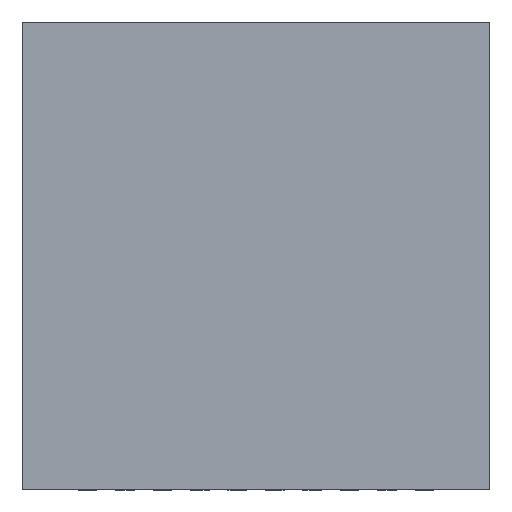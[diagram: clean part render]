
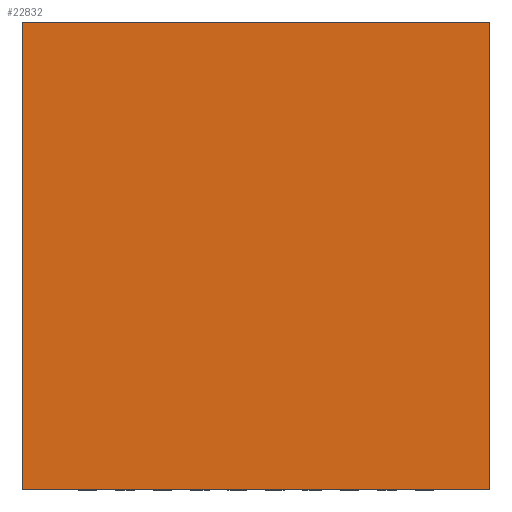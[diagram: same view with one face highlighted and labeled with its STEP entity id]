
A CAD part, top view. The second image highlights one B-rep face of the part: STEP entity #22832.
In plain terms, the highlighted face is planar.
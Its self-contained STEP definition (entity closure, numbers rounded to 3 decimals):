
#17431=DIRECTION('',(0.,0.,1.));
#17432=VECTOR('',#17431,5.);
#17433=CARTESIAN_POINT('',(-2.5,0.775,-2.5));
#17434=LINE('',#17433,#17432);
#17438=DIRECTION('',(-1.,0.,0.));
#17439=VECTOR('',#17438,5.);
#17440=CARTESIAN_POINT('',(2.5,0.775,-2.5));
#17441=LINE('',#17440,#17439);
#17445=DIRECTION('',(0.,0.,-1.));
#17446=VECTOR('',#17445,5.);
#17447=CARTESIAN_POINT('',(2.5,0.775,2.5));
#17448=LINE('',#17447,#17446);
#17452=DIRECTION('',(1.,0.,0.));
#17453=VECTOR('',#17452,5.);
#17454=CARTESIAN_POINT('',(-2.5,0.775,2.5));
#17455=LINE('',#17454,#17453);
#18979=CARTESIAN_POINT('',(-2.5,0.775,-2.5));
#18980=CARTESIAN_POINT('',(-2.5,0.775,2.5));
#18981=VERTEX_POINT('',#18979);
#18982=VERTEX_POINT('',#18980);
#18983=CARTESIAN_POINT('',(2.5,0.775,2.5));
#18984=VERTEX_POINT('',#18983);
#18985=CARTESIAN_POINT('',(2.5,0.775,-2.5));
#18986=VERTEX_POINT('',#18985);
#22821=CARTESIAN_POINT('',(0.,0.775,0.));
#22822=DIRECTION('',(0.,1.,0.));
#22823=DIRECTION('',(1.,0.,0.));
#22824=AXIS2_PLACEMENT_3D('',#22821,#22822,#22823);
#22825=PLANE('',#22824);
#22826=ORIENTED_EDGE('',*,*,#20661,.F.);
#22827=ORIENTED_EDGE('',*,*,#20844,.F.);
#22828=ORIENTED_EDGE('',*,*,#21776,.F.);
#22829=ORIENTED_EDGE('',*,*,#22644,.F.);
#22830=EDGE_LOOP('',(#22826,#22827,#22828,#22829));
#22831=FACE_OUTER_BOUND('',#22830,.F.);
#20661=EDGE_CURVE('',#18981,#18982,#17434,.T.);
#20844=EDGE_CURVE('',#18986,#18981,#17441,.T.);
#21776=EDGE_CURVE('',#18984,#18986,#17448,.T.);
#22644=EDGE_CURVE('',#18982,#18984,#17455,.T.);
#22832=ADVANCED_FACE('',(#22831),#22825,.T.);
